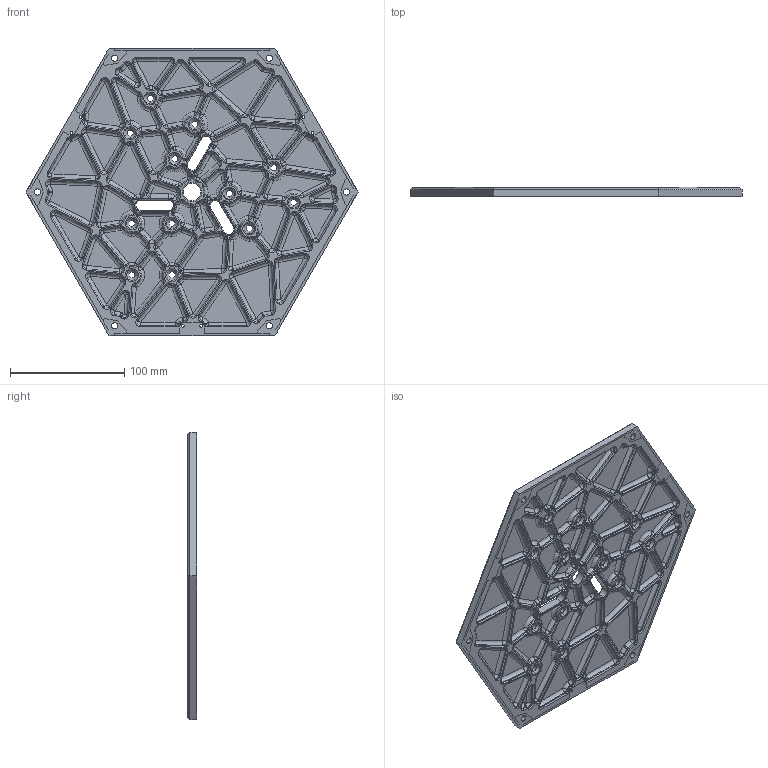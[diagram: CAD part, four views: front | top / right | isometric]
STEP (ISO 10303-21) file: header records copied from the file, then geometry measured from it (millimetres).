
FILE_DESCRIPTION (( 'STEP AP214' ), '1' );
FILE_NAME ('base_plate.STEP', '2018-04-09T16:35:48', ( '' ), ( '' ), 'SwSTEP 2.0', 'SolidWorks 2015', '' );
FILE_SCHEMA (( 'AUTOMOTIVE_DESIGN' ));
Length unit declared in the file: millimetre
Products named in the file (1): base_plate
Bounding box: 290 x 8 x 251.15 mm (x, y, z)
Volume: 257062.9 mm3; surface area: 133761.2 mm2
Topology: 1 solids, 1 shells, 1877 faces, 4413 edges, 2356 vertices
Faces by surface type: cylinder 792, torus 494, plane 272, sphere 227, cone 56, bspline 36
Entity records: 53031 total; most frequent: DIRECTION 10357, CARTESIAN_POINT 9818, ORIENTED_EDGE 8356, AXIS2_PLACEMENT_3D 4411, EDGE_CURVE 4178, CIRCLE 2569, VERTEX_POINT 2354, EDGE_LOOP 1984
